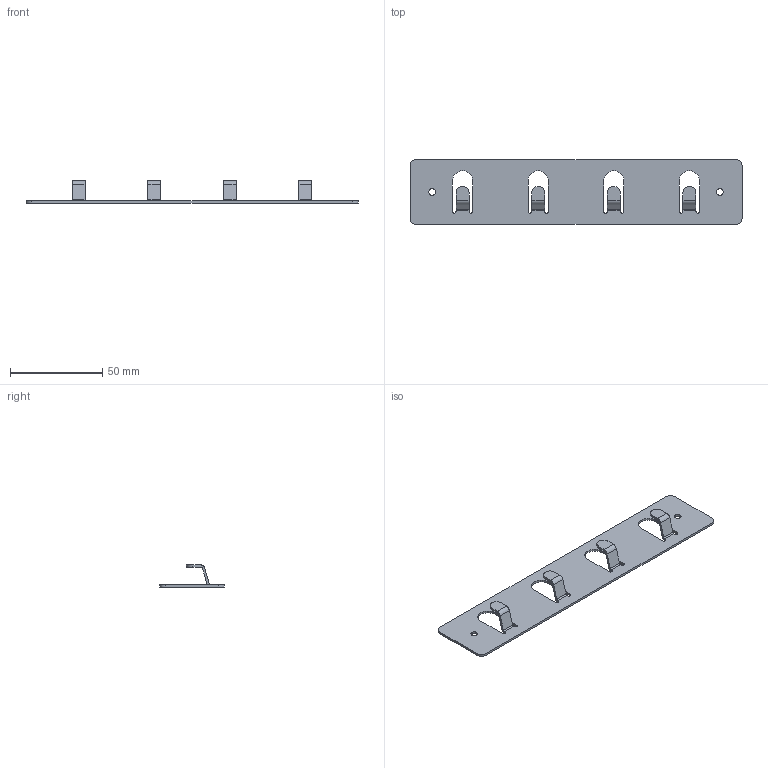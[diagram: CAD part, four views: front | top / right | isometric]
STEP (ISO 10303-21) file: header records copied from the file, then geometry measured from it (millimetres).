
FILE_DESCRIPTION(('Creo Elements/Direct Modeling STEP Export'),'2;1');
FILE_NAME('2657-180.stp','2024-06-27T 9:40:40',(''),(''),'Creo Elements/Direct Modeling STEP processor for AP214 (Solid Model)','Creo Elements/Direct Modeling 20.0 12-Nov-2016 (C) Parametric Technology GmbH','');
FILE_SCHEMA(('AUTOMOTIVE_DESIGN { 1 0 10303 214 1 1 1 1 }'));
Length unit declared in the file: millimetre
Products named in the file (2): FE-12288
Assembly tree (1 placements, depth 2):
  FE-12288
    FE-12288
Bounding box: 180 x 35 x 12.01 mm (x, y, z)
Volume: 7089.8 mm3; surface area: 12844.9 mm2
Topology: 1 solids, 1 shells, 93 faces, 270 edges, 180 vertices
Faces by surface type: cylinder 54, plane 39
Entity records: 3151 total; most frequent: DIRECTION 556, ORIENTED_EDGE 540, CARTESIAN_POINT 539, EDGE_CURVE 270, AXIS2_PLACEMENT_3D 197, VERTEX_POINT 180, VECTOR 162, LINE 162
